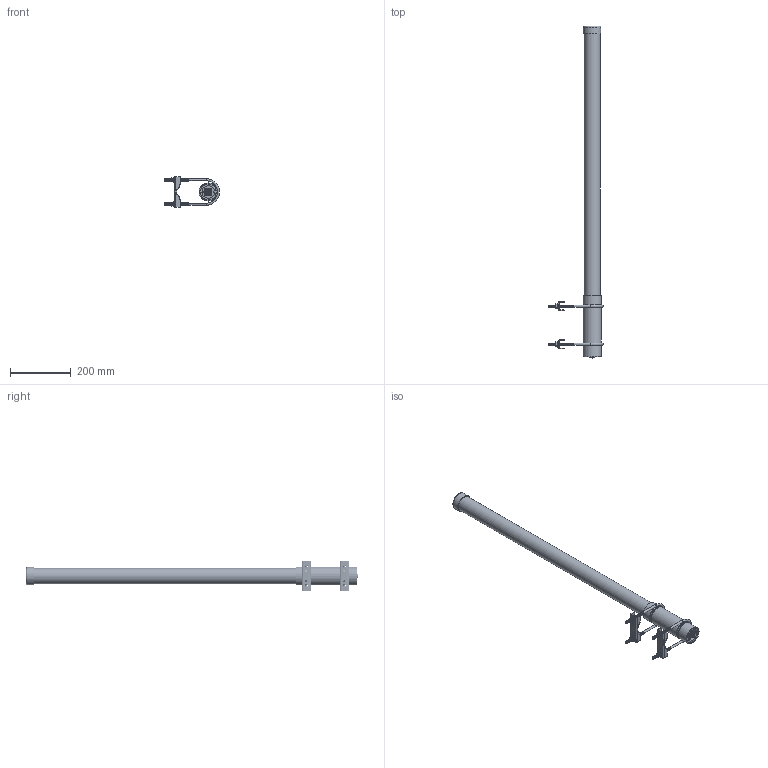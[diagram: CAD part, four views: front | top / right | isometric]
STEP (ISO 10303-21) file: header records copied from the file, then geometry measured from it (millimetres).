
FILE_DESCRIPTION (( 'STEP AP214' ), '1' );
FILE_NAME ('FM51OM1034_3D.STEP', '2021-05-19T18:11:26', ( '' ), ( '' ), 'SwSTEP 2.0', 'SolidWorks 2020', '' );
FILE_SCHEMA (( 'AUTOMOTIVE_DESIGN' ));
Length unit declared in the file: millimetre
Products named in the file (16): FM51OM1034_3D; Copy of U7FG8B_02^FM51OM1034; Copy of JM-4U_01^Copy of JM-4U_ASM_FM51OM1034; Copy of N-C-KF3^FM51OM1034; Copy of U7FG8B_11^FM51OM1034; Copy of JM_VB_03^Copy of JM-4U_ASM_FM51OM1034; Copy of LUOMU_M8^Copy of JM-4U_ASM_FM51OM1034; Copy of TANJIE_6^FM51OM1034; Copy of TANJIE_8^Copy of JM-4U_ASM_FM51OM1034; Copy of L69FG6A^FM51OM1034; Copy of DIANPIAN_8^Copy of JM-4U_ASM_FM51OM1034; Copy of JM-4U_ASM^FM51OM1034; Copy of CM6X16^FM51OM1034; Copy of PM3X10^FM51OM1034; Copy of U7FG8B_03^FM51OM1034; Copy of TANJIE_3^FM51OM1034
Assembly tree (25 placements, depth 3):
  FM51OM1034_3D
    Copy of U7FG8B_02^FM51OM1034
    Copy of U7FG8B_11^FM51OM1034
    Copy of N-C-KF3^FM51OM1034
    Copy of L69FG6A^FM51OM1034
    Copy of U7FG8B_03^FM51OM1034
    Copy of CM6X16^FM51OM1034
    Copy of TANJIE_6^FM51OM1034
    Copy of TANJIE_3^FM51OM1034  x4
    Copy of PM3X10^FM51OM1034  x4
    Copy of JM-4U_ASM^FM51OM1034  x2
      Copy of JM_VB_03^Copy of JM-4U_ASM_FM51OM1034
      Copy of JM-4U_01^Copy of JM-4U_ASM_FM51OM1034
      Copy of DIANPIAN_8^Copy of JM-4U_ASM_FM51OM1034
      Copy of TANJIE_8^Copy of JM-4U_ASM_FM51OM1034
      Copy of LUOMU_M8^Copy of JM-4U_ASM_FM51OM1034
Bounding box: 179.87 x 1090 x 100 mm (x, y, z)
Volume: 660069.7 mm3; surface area: 463623.6 mm2
Topology: 32 solids, 32 shells, 964 faces, 3511 edges, 2638 vertices
Faces by surface type: plane 402, cylinder 258, bspline 220, cone 80, torus 4
Full cylindrical faces by diameter (mm): 1.5 x1, 2.5 x4, 3 x6, 3.5 x8, 3.6 x1, 4 x2, 5 x1, 5.2 x4, 5.8 x15, 6 x1, 6.5 x4, 7 x4, 7.4 x1, 8.1 x4, 8.5 x1, 12 x1, 13.5 x2, 14 x1, 15.8 x1, 18 x4, 19 x1, 22.5 x1, 41 x1, 46.5 x1, 50 x1, 51.8 x1, 52 x2, 52.5 x2, 57 x2, 58 x1
Entity records: 82398 total; most frequent: CARTESIAN_POINT 66141, ORIENTED_EDGE 3750, DIRECTION 1918, EDGE_CURVE 1875, VERTEX_POINT 1447, B_SPLINE_CURVE_WITH_KNOTS 1143, AXIS2_PLACEMENT_3D 736, EDGE_LOOP 694
